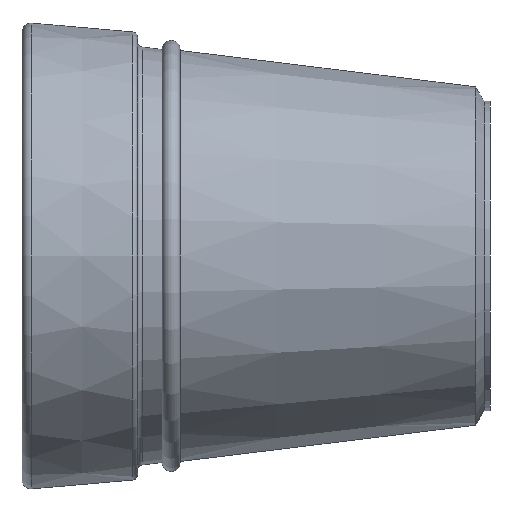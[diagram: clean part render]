
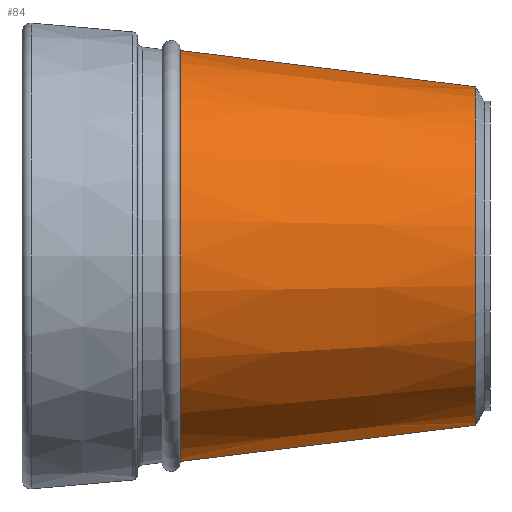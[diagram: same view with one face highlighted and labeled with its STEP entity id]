
A CAD part, left-side view. The second image highlights one B-rep face of the part: STEP entity #84.
In plain terms, the highlighted conical face has half-angle 7 degrees and reference radius 470 mm.
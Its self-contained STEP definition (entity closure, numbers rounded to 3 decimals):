
#17 = DIRECTION ( 'NONE',  ( 0., 0., 1. ) ) ;
#31 = FACE_OUTER_BOUND ( 'NONE', #701, .T. ) ;
#57 = DIRECTION ( 'NONE',  ( 0., 0., 1. ) ) ;
#84 = ADVANCED_FACE ( 'NONE', ( #31 ), #548, .T. ) ;
#135 = CARTESIAN_POINT ( 'NONE',  ( 0., 860.956, 570.683 ) ) ;
#139 = EDGE_CURVE ( 'NONE', #222, #594, #472, .T. ) ;
#191 = CIRCLE ( 'NONE', #650, 470. ) ;
#199 = EDGE_CURVE ( 'NONE', #222, #474, #191, .T. ) ;
#203 = VECTOR ( 'NONE', #526, 1000. ) ;
#211 = DIRECTION ( 'NONE',  ( 0., 1., 0. ) ) ;
#222 = VERTEX_POINT ( 'NONE', #733 ) ;
#295 = ORIENTED_EDGE ( 'NONE', *, *, #450, .T. ) ;
#307 = DIRECTION ( 'NONE',  ( 0., 1., 0. ) ) ;
#317 = EDGE_CURVE ( 'NONE', #594, #333, #336, .T. ) ;
#320 = ORIENTED_EDGE ( 'NONE', *, *, #317, .F. ) ;
#333 = VERTEX_POINT ( 'NONE', #135 ) ;
#336 = CIRCLE ( 'NONE', #681, 570.683 ) ;
#347 = ORIENTED_EDGE ( 'NONE', *, *, #199, .T. ) ;
#393 = CARTESIAN_POINT ( 'NONE',  ( 0., 40.956, -470. ) ) ;
#403 = DIRECTION ( 'NONE',  ( 0., 0., 1. ) ) ;
#450 = EDGE_CURVE ( 'NONE', #474, #333, #763, .T. ) ;
#454 = CARTESIAN_POINT ( 'NONE',  ( 0., 40.956, 470. ) ) ;
#463 = ORIENTED_EDGE ( 'NONE', *, *, #139, .F. ) ;
#472 = LINE ( 'NONE', #393, #203 ) ;
#474 = VERTEX_POINT ( 'NONE', #770 ) ;
#477 = AXIS2_PLACEMENT_3D ( 'NONE', #707, #211, #403 ) ;
#505 = DIRECTION ( 'NONE',  ( 0., 1., 0. ) ) ;
#526 = DIRECTION ( 'NONE',  ( 0., 0.993, -0.122 ) ) ;
#548 = CONICAL_SURFACE ( 'NONE', #477, 470., 0.122 ) ;
#556 = CARTESIAN_POINT ( 'NONE',  ( 0., 40.956, 0. ) ) ;
#594 = VERTEX_POINT ( 'NONE', #600 ) ;
#600 = CARTESIAN_POINT ( 'NONE',  ( 0., 860.956, -570.683 ) ) ;
#650 = AXIS2_PLACEMENT_3D ( 'NONE', #556, #307, #57 ) ;
#672 = VECTOR ( 'NONE', #716, 1000. ) ;
#681 = AXIS2_PLACEMENT_3D ( 'NONE', #686, #505, #17 ) ;
#686 = CARTESIAN_POINT ( 'NONE',  ( 0., 860.956, 0. ) ) ;
#701 = EDGE_LOOP ( 'NONE', ( #463, #347, #295, #320 ) ) ;
#707 = CARTESIAN_POINT ( 'NONE',  ( 0., 40.956, 0. ) ) ;
#716 = DIRECTION ( 'NONE',  ( 0., 0.993, 0.122 ) ) ;
#733 = CARTESIAN_POINT ( 'NONE',  ( 0., 40.956, -470. ) ) ;
#763 = LINE ( 'NONE', #454, #672 ) ;
#770 = CARTESIAN_POINT ( 'NONE',  ( 0., 40.956, 470. ) ) ;
